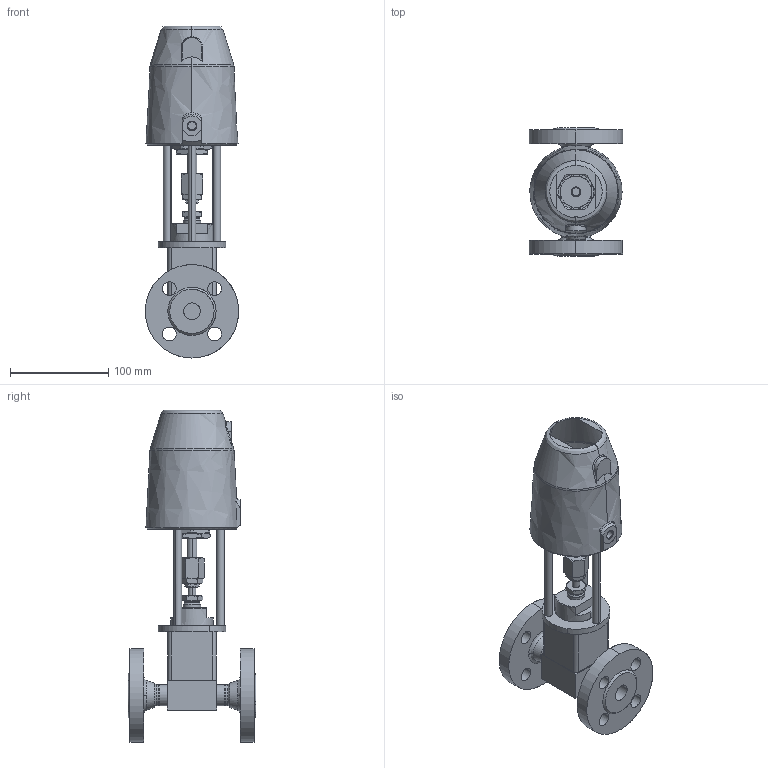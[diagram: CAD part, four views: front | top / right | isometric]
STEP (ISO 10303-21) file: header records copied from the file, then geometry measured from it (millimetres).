
FILE_DESCRIPTION (('STEP'), '1');
FILE_NAME ('063.006738_2-640-01-0800-7008-DT.stp', '2025-03-31T08:54:46', ('Unknown'), ('Unknown'), 'HarmonyWare STEP v2.1.9', 'HarmonyWare Translators', '');
FILE_SCHEMA (('CONFIG_CONTROL_DESIGN'));
Length unit declared in the file: millimetre
Products named in the file (201): Volumenkörper2
Assembly tree (200 placements, depth 2):
  (unnamed)
    Volumenkörper2
    Volumenkörper2
    Volumenkörper2
    Volumenkörper2
    Volumenkörper2
    Volumenkörper2
    Volumenkörper2
    Volumenkörper2
    Volumenkörper2
    Volumenkörper2
    Volumenkörper2
    Volumenkörper2
    Volumenkörper2
    Volumenkörper2
    Volumenkörper2
    Volumenkörper2
    Volumenkörper2
    Volumenkörper2
    Volumenkörper2
    Volumenkörper2
    Volumenkörper2
    Volumenkörper2
    Volumenkörper2
    Volumenkörper2
    Volumenkörper2
    Volumenkörper2
    Volumenkörper2
    Volumenkörper2
    Volumenkörper2
    Volumenkörper2
    Volumenkörper2
    Volumenkörper2
    Volumenkörper2
    Volumenkörper2
    Volumenkörper2
    Volumenkörper2
    Volumenkörper2
    Volumenkörper2
    Volumenkörper2
    Volumenkörper2
    Volumenkörper2
    Volumenkörper2
    Volumenkörper2
    Volumenkörper2
    Volumenkörper2
    Volumenkörper2
    Volumenkörper2
    Volumenkörper2
    Volumenkörper2
    Volumenkörper2
    Volumenkörper2
    Volumenkörper2
    Volumenkörper2
    Volumenkörper2
    Volumenkörper2
    Volumenkörper2
    Volumenkörper2
    Volumenkörper2
    Volumenkörper2
Bounding box: 94.95 x 130.2 x 337.8 mm (x, y, z)
Surface area: 122595.3 mm2 (no closed solid volume)
Topology: 0 solids, 200 shells, 247 faces, 1053 edges, 958 vertices
Faces by surface type: bspline 247
Entity records: 39705 total; most frequent: CARTESIAN_POINT 7242, PERSON 2008, ORGANIZATION 2008, PERSON_AND_ORGANIZATION 2008, CALENDAR_DATE 1405, COORDINATED_UNIVERSAL_TIME_OFFSET 1405, LOCAL_TIME 1405, DATE_AND_TIME 1405
